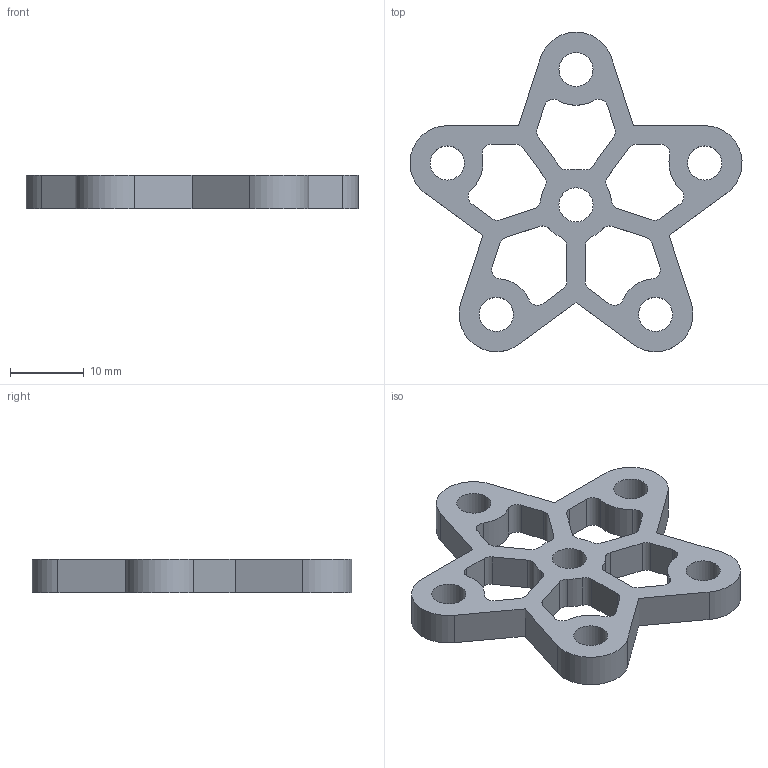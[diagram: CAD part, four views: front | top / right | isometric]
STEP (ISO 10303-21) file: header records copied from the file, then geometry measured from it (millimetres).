
FILE_DESCRIPTION(/* description */ (''),/* implementation_level */ '2;1');
FILE_NAME(/* name */ 'Internal Spacer.step',/* time_stamp */ '2024-06-27T20:43:16-05:00',/* author */ (''),/* organization */ (''),/* preprocessor_version */ 'ST-DEVELOPER v20',/* originating_system */ 'Autodesk Translation Framework v13.14.0.145',/* authorisation */ '');
FILE_SCHEMA (('AUTOMOTIVE_DESIGN { 1 0 10303 214 3 1 1 }'));
Length unit declared in the file: inch
Products named in the file (1): 3.25" Omni [4" Roller V4]_New Internal Spacer v1 - New Internal Space
r v1 v2
Bounding box: 45.16 x 43.45 x 4.57 mm (x, y, z)
Volume: 2934.1 mm3; surface area: 3178.3 mm2
Topology: 1 solids, 1 shells, 83 faces, 243 edges, 162 vertices
Faces by surface type: cylinder 51, plane 32
Full cylindrical faces by diameter (mm): 4.648 x6
Entity records: 2885 total; most frequent: DIRECTION 513, CARTESIAN_POINT 489, ORIENTED_EDGE 486, EDGE_CURVE 243, AXIS2_PLACEMENT_3D 186, VERTEX_POINT 162, LINE 141, VECTOR 141
